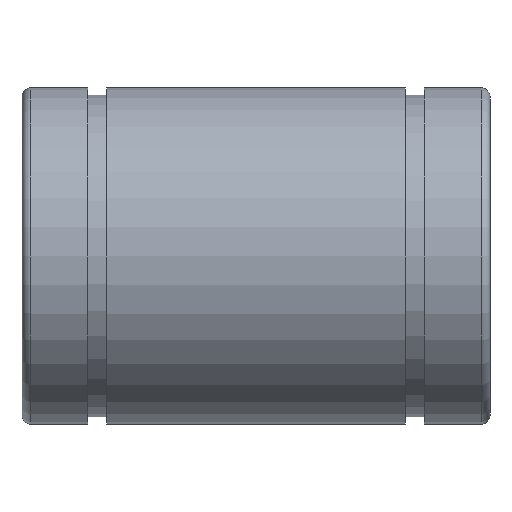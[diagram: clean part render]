
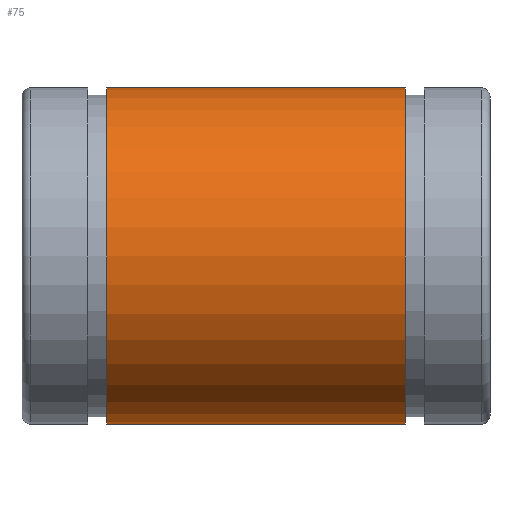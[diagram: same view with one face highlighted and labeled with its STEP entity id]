
A CAD part, front view. The second image highlights one B-rep face of the part: STEP entity #75.
In plain terms, the highlighted cylindrical face has radius 11.5 mm (diameter 23 mm), a full revolution.
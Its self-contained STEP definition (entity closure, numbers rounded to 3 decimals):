
#75 = ADVANCED_FACE( '', ( #162, #163 ), #164, .T. );
#162 = FACE_OUTER_BOUND( '', #249, .T. );
#163 = FACE_OUTER_BOUND( '', #250, .T. );
#164 = CYLINDRICAL_SURFACE( '', #251, 11.5 );
#249 = EDGE_LOOP( '', ( #372 ) );
#250 = EDGE_LOOP( '', ( #373 ) );
#251 = AXIS2_PLACEMENT_3D( '', #374, #375, #376 );
#372 = ORIENTED_EDGE( '', *, *, #454, .T. );
#373 = ORIENTED_EDGE( '', *, *, #450, .F. );
#374 = CARTESIAN_POINT( '', ( 32., 0., 0. ) );
#375 = DIRECTION( '', ( -1., 0., 0. ) );
#376 = DIRECTION( '', ( 0., 0., -1. ) );
#450 = EDGE_CURVE( '', #520, #520, #521, .T. );
#454 = EDGE_CURVE( '', #526, #526, #527, .T. );
#520 = VERTEX_POINT( '', #601 );
#521 = CIRCLE( '', #602, 11.5 );
#526 = VERTEX_POINT( '', #607 );
#527 = CIRCLE( '', #608, 11.5 );
#601 = CARTESIAN_POINT( '', ( 26.2, 0., -11.5 ) );
#602 = AXIS2_PLACEMENT_3D( '', #673, #674, #675 );
#607 = CARTESIAN_POINT( '', ( 5.8, 0., -11.5 ) );
#608 = AXIS2_PLACEMENT_3D( '', #679, #680, #681 );
#673 = CARTESIAN_POINT( '', ( 26.2, 0., 0. ) );
#674 = DIRECTION( '', ( 1., 0., 0. ) );
#675 = DIRECTION( '', ( 0., 0., -1. ) );
#679 = CARTESIAN_POINT( '', ( 5.8, 0., 0. ) );
#680 = DIRECTION( '', ( 1., 0., 0. ) );
#681 = DIRECTION( '', ( 0., 0., -1. ) );
